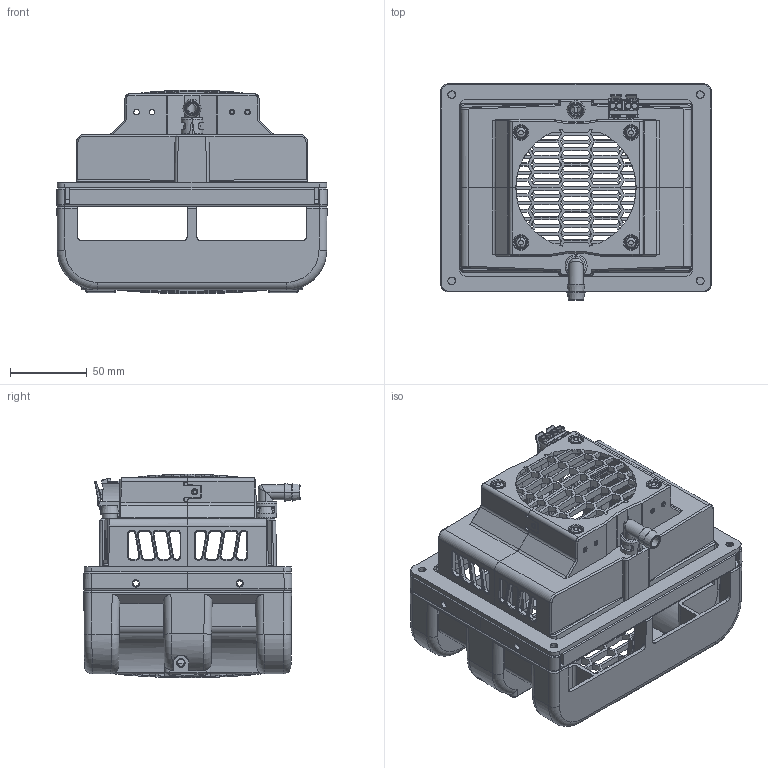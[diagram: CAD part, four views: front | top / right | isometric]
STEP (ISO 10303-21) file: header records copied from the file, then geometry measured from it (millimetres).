
FILE_DESCRIPTION((''),'2;1');
FILE_NAME('3039303_ASM','2022-02-14T13:54:39',('alexcam'),(''),'CREO PARAMETRIC BY PTC INC, 2018500','CREO PARAMETRIC BY PTC INC, 2018500','');
FILE_SCHEMA(('CONFIG_CONTROL_DESIGN'));
Products named in the file (12): TG3039-PLASTICFRAME_1; TG3039-PLASTICFRAME-2_1; ADELS-CONTACT_21833_1; PLASTIC_RIVET_M4_X_6_5_ASMBLD_1; BAYONET_DRAINFITTING_ANGLE_1; TG3039-ASM-INT_ASM_1_ASM; TG3039-AMBGRILLE_1; TG3039-BLANK_1; TG3039-AMBGRILLE_ASM_1_ASM; TG3039-MNTGSKT-RECESS_1; TG3039-RECESS_ASM_1_ASM; 3039303_ASM
Assembly tree (19 placements, depth 4):
  3039303_ASM
    TG3039-RECESS_ASM_1_ASM
      TG3039-ASM-INT_ASM_1_ASM
        TG3039-PLASTICFRAME_1
        TG3039-PLASTICFRAME-2_1
        ADELS-CONTACT_21833_1
        PLASTIC_RIVET_M4_X_6_5_ASMBLD_1  x4
        BAYONET_DRAINFITTING_ANGLE_1
      TG3039-AMBGRILLE_ASM_1_ASM
        TG3039-AMBGRILLE_1
        PLASTIC_RIVET_M4_X_6_5_ASMBLD_1  x4
        TG3039-BLANK_1  x2
      TG3039-MNTGSKT-RECESS_1
Bounding box: 175.7 x 140.74 x 132.26 mm (x, y, z)
Volume: 332283.5 mm3; surface area: 274655.4 mm2
Topology: 16 solids, 20 shells, 4634 faces, 13085 edges, 8477 vertices
Faces by surface type: plane 2606, cylinder 1009, bspline 458, cone 394, torus 141, extrusion 14, sphere 12
Entity records: 164046 total; most frequent: CARTESIAN_POINT 56515, ORIENTED_EDGE 24452, DIRECTION 19380, EDGE_CURVE 12226, VERTEX_POINT 7934, VECTOR 7294, LINE 7282, AXIS2_PLACEMENT_3D 6043
